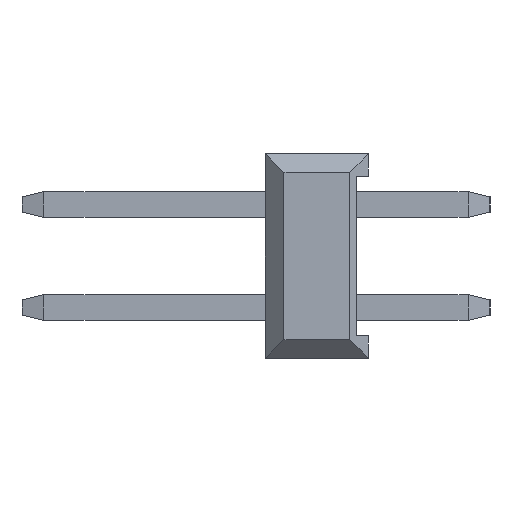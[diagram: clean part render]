
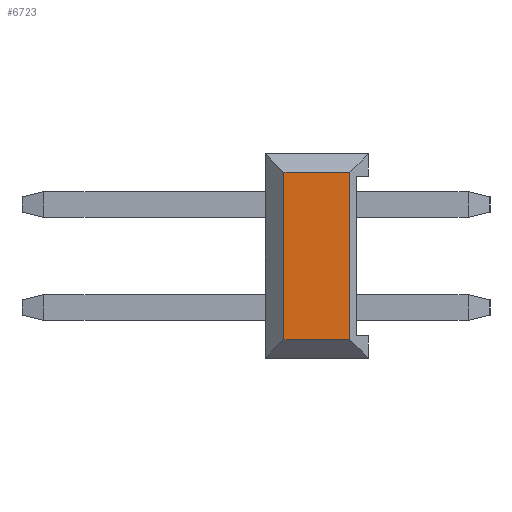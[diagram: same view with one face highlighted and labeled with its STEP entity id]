
A CAD part, left-side view. The second image highlights one B-rep face of the part: STEP entity #6723.
In plain terms, the highlighted planar face has unit normal (-1, 0, 0).
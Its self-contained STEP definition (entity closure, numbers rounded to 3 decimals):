
#5217 = LINE ( 'NONE', #5218, #27983 ) ;
#5218 = CARTESIAN_POINT ( 'NONE',  ( -1.27, 2.54, -3.33 ) ) ;
#5219 = DIRECTION ( 'NONE',  ( 0., -1., 0. ) ) ;
#5223 = LINE ( 'NONE', #5224, #27944 ) ;
#5224 = CARTESIAN_POINT ( 'NONE',  ( -1.27, 2.08, -3.81 ) ) ;
#5225 = DIRECTION ( 'NONE',  ( 0., 0., 1. ) ) ;
#5226 = LINE ( 'NONE', #5227, #27659 ) ;
#5227 = CARTESIAN_POINT ( 'NONE',  ( -1.27, 2.54, 0.79 ) ) ;
#5228 = DIRECTION ( 'NONE',  ( 0., -1., 0. ) ) ;
#5229 = LINE ( 'NONE', #5230, #22308 ) ;
#5230 = CARTESIAN_POINT ( 'NONE',  ( -1.27, 0.46, -3.81 ) ) ;
#5231 = DIRECTION ( 'NONE',  ( 0., 0., 1. ) ) ;
#5319 = PLANE ( 'NONE',  #22297 ) ;
#5320 = CARTESIAN_POINT ( 'NONE',  ( -1.27, 2.54, 0.79 ) ) ;
#5321 = DIRECTION ( 'NONE',  ( 1., 0., 0. ) ) ;
#5322 = DIRECTION ( 'NONE',  ( 0., 0., -1. ) ) ;
#6683 = EDGE_CURVE ( 'NONE', #9846, #9845, #5217, .T. ) ;
#6686 = EDGE_CURVE ( 'NONE', #9846, #9844, #5223, .T. ) ;
#6689 = EDGE_CURVE ( 'NONE', #9844, #9843, #5226, .T. ) ;
#6691 = EDGE_CURVE ( 'NONE', #9845, #9843, #5229, .T. ) ;
#6723 = ADVANCED_FACE ( 'NONE', ( #22305 ), #5319, .F. ) ;
#7061 = EDGE_LOOP ( 'NONE', ( #12529, #12531, #12530, #12532 ) ) ;
#9843 = VERTEX_POINT ( 'NONE', #22904 ) ;
#9844 = VERTEX_POINT ( 'NONE', #22905 ) ;
#9845 = VERTEX_POINT ( 'NONE', #22906 ) ;
#9846 = VERTEX_POINT ( 'NONE', #22907 ) ;
#12529 = ORIENTED_EDGE ( 'NONE', *, *, #6689, .F. ) ;
#12530 = ORIENTED_EDGE ( 'NONE', *, *, #6683, .T. ) ;
#12531 = ORIENTED_EDGE ( 'NONE', *, *, #6686, .F. ) ;
#12532 = ORIENTED_EDGE ( 'NONE', *, *, #6691, .T. ) ;
#22297 = AXIS2_PLACEMENT_3D ( 'NONE', #5320, #5321, #5322 ) ;
#22305 = FACE_OUTER_BOUND ( 'NONE', #7061, .T. ) ;
#22308 = VECTOR ( 'NONE', #5231, 1000. ) ;
#22904 = CARTESIAN_POINT ( 'NONE',  ( -1.27, 0.46, 0.79 ) ) ;
#22905 = CARTESIAN_POINT ( 'NONE',  ( -1.27, 2.08, 0.79 ) ) ;
#22906 = CARTESIAN_POINT ( 'NONE',  ( -1.27, 0.46, -3.33 ) ) ;
#22907 = CARTESIAN_POINT ( 'NONE',  ( -1.27, 2.08, -3.33 ) ) ;
#27659 = VECTOR ( 'NONE', #5228, 1000. ) ;
#27944 = VECTOR ( 'NONE', #5225, 1000. ) ;
#27983 = VECTOR ( 'NONE', #5219, 1000. ) ;
